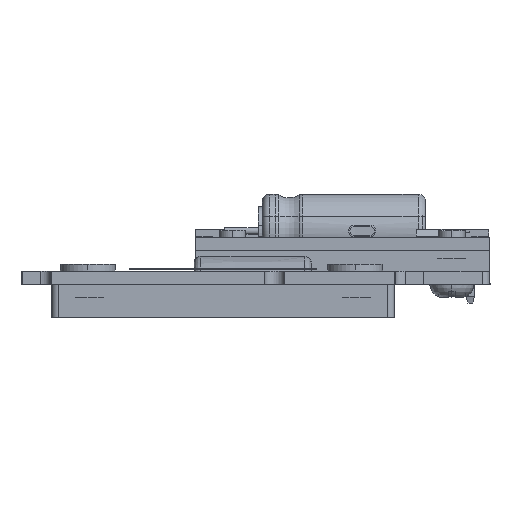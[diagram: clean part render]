
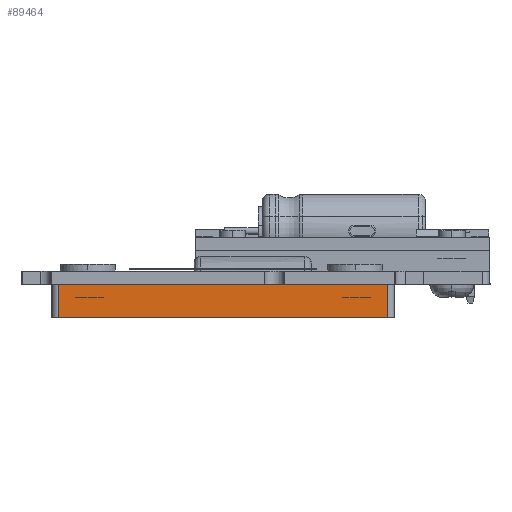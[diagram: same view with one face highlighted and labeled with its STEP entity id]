
A CAD part, front view. The second image highlights one B-rep face of the part: STEP entity #89464.
In plain terms, the highlighted face is planar.
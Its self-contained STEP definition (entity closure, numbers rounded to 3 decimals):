
#89200 = VERTEX_POINT('',#89201);
#89201 = CARTESIAN_POINT('',(-25.1,2.5,0.));
#89208 = EDGE_CURVE('',#89200,#89209,#89211,.T.);
#89209 = VERTEX_POINT('',#89210);
#89210 = CARTESIAN_POINT('',(-0.5,2.5,0.));
#89211 = LINE('',#89212,#89213);
#89212 = CARTESIAN_POINT('',(0.,2.5,0.));
#89213 = VECTOR('',#89214,1.);
#89214 = DIRECTION('',(1.,0.,0.));
#89331 = VERTEX_POINT('',#89332);
#89332 = CARTESIAN_POINT('',(-0.5,0.,0.));
#89339 = EDGE_CURVE('',#89340,#89331,#89342,.T.);
#89340 = VERTEX_POINT('',#89341);
#89341 = CARTESIAN_POINT('',(-25.1,0.,0.));
#89342 = LINE('',#89343,#89344);
#89343 = CARTESIAN_POINT('',(0.,0.,0.));
#89344 = VECTOR('',#89345,1.);
#89345 = DIRECTION('',(1.,0.,0.));
#89464 = ADVANCED_FACE('',(#89465),#89481,.F.);
#89465 = FACE_BOUND('',#89466,.T.);
#89466 = EDGE_LOOP('',(#89467,#89468,#89474,#89475));
#89467 = ORIENTED_EDGE('',*,*,#89339,.T.);
#89468 = ORIENTED_EDGE('',*,*,#89469,.T.);
#89469 = EDGE_CURVE('',#89331,#89209,#89470,.T.);
#89470 = LINE('',#89471,#89472);
#89471 = CARTESIAN_POINT('',(-0.5,2.5,0.));
#89472 = VECTOR('',#89473,1.);
#89473 = DIRECTION('',(0.,1.,0.));
#89474 = ORIENTED_EDGE('',*,*,#89208,.F.);
#89475 = ORIENTED_EDGE('',*,*,#89476,.T.);
#89476 = EDGE_CURVE('',#89200,#89340,#89477,.T.);
#89477 = LINE('',#89478,#89479);
#89478 = CARTESIAN_POINT('',(-25.1,2.5,0.));
#89479 = VECTOR('',#89480,1.);
#89480 = DIRECTION('',(0.,-1.,0.));
#89481 = PLANE('',#89482);
#89482 = AXIS2_PLACEMENT_3D('',#89483,#89484,#89485);
#89483 = CARTESIAN_POINT('',(0.,2.5,0.));
#89484 = DIRECTION('',(0.,0.,-1.));
#89485 = DIRECTION('',(-1.,0.,0.));
